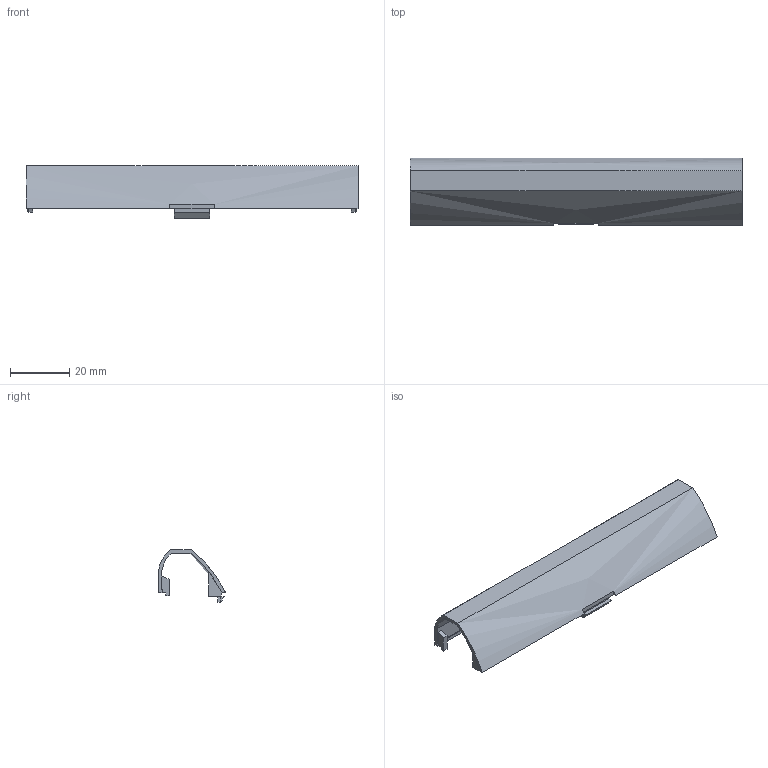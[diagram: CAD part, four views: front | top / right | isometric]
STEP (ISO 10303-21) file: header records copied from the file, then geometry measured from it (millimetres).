
FILE_DESCRIPTION(('FreeCAD Model'),'2;1');
FILE_NAME('Open CASCADE Shape Model','2024-05-16T19:54:41',('Author'),( ''),'Open CASCADE STEP processor 7.6','FreeCAD','Unknown');
FILE_SCHEMA(('AUTOMOTIVE_DESIGN { 1 0 10303 214 1 1 1 1 }'));
Length unit declared in the file: millimetre
Products named in the file (1): Body
Bounding box: 112.3 x 22.71 x 17.75 mm (x, y, z)
Volume: 5082.4 mm3; surface area: 9595 mm2
Topology: 1 solids, 1 shells, 67 faces, 183 edges, 118 vertices
Faces by surface type: plane 63, extrusion 2, offset 2
Entity records: 2369 total; most frequent: CARTESIAN_POINT 713, ORIENTED_EDGE 366, DIRECTION 286, EDGE_CURVE 183, VECTOR 158, LINE 156, VERTEX_POINT 118, ADVANCED_FACE 67
